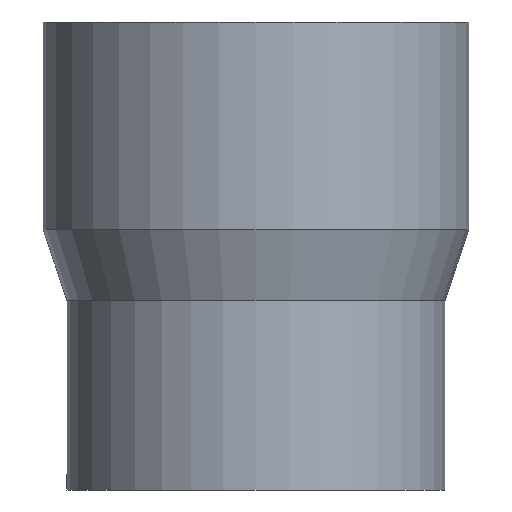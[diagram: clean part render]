
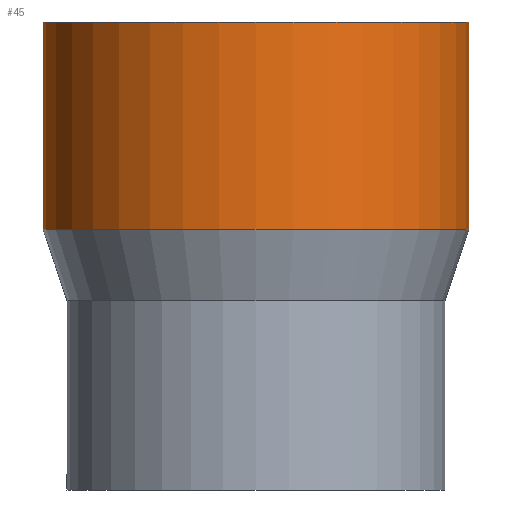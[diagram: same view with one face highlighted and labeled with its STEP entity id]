
A CAD part, front view. The second image highlights one B-rep face of the part: STEP entity #45.
In plain terms, the highlighted cylindrical face has radius 177.5 mm (diameter 355 mm), a partial arc.
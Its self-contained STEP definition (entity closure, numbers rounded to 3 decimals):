
#8 = VERTEX_POINT ( 'NONE', #519 ) ;
#12 = CARTESIAN_POINT ( 'NONE',  ( -177.5, 0., -16.533 ) ) ;
#19 = VERTEX_POINT ( 'NONE', #457 ) ;
#45 = ADVANCED_FACE ( 'NONE', ( #426 ), #429, .T. ) ;
#155 = VERTEX_POINT ( 'NONE', #172 ) ;
#158 = VECTOR ( 'NONE', #521, 1000. ) ;
#172 = CARTESIAN_POINT ( 'NONE',  ( -177.5, 0., 24.372 ) ) ;
#177 = EDGE_LOOP ( 'NONE', ( #657, #467, #586, #633 ) ) ;
#182 = CARTESIAN_POINT ( 'NONE',  ( 0., 0., 24.372 ) ) ;
#186 = LINE ( 'NONE', #263, #356 ) ;
#261 = AXIS2_PLACEMENT_3D ( 'NONE', #496, #272, #473 ) ;
#263 = CARTESIAN_POINT ( 'NONE',  ( 177.5, 0., -16.533 ) ) ;
#272 = DIRECTION ( 'NONE',  ( 0., 0., -1. ) ) ;
#273 = CARTESIAN_POINT ( 'NONE',  ( 0., 0., -16.533 ) ) ;
#277 = CIRCLE ( 'NONE', #290, 177.5 ) ;
#290 = AXIS2_PLACEMENT_3D ( 'NONE', #182, #533, #485 ) ;
#298 = CARTESIAN_POINT ( 'NONE',  ( -177.5, 0., 197.042 ) ) ;
#324 = EDGE_CURVE ( 'NONE', #19, #155, #277, .T. ) ;
#356 = VECTOR ( 'NONE', #465, 1000. ) ;
#377 = DIRECTION ( 'NONE',  ( -1., 0., 0. ) ) ;
#425 = CIRCLE ( 'NONE', #261, 177.5 ) ;
#426 = FACE_OUTER_BOUND ( 'NONE', #177, .T. ) ;
#429 = CYLINDRICAL_SURFACE ( 'NONE', #548, 177.5 ) ;
#444 = EDGE_CURVE ( 'NONE', #8, #19, #186, .T. ) ;
#457 = CARTESIAN_POINT ( 'NONE',  ( 177.5, 0., 24.372 ) ) ;
#465 = DIRECTION ( 'NONE',  ( 0., 0., -1. ) ) ;
#467 = ORIENTED_EDGE ( 'NONE', *, *, #590, .T. ) ;
#473 = DIRECTION ( 'NONE',  ( -1., 0., 0. ) ) ;
#474 = DIRECTION ( 'NONE',  ( 0., 0., -1. ) ) ;
#480 = VERTEX_POINT ( 'NONE', #298 ) ;
#485 = DIRECTION ( 'NONE',  ( -1., 0., 0. ) ) ;
#496 = CARTESIAN_POINT ( 'NONE',  ( 0., 0., 197.042 ) ) ;
#519 = CARTESIAN_POINT ( 'NONE',  ( 177.5, 0., 197.042 ) ) ;
#521 = DIRECTION ( 'NONE',  ( 0., 0., -1. ) ) ;
#526 = LINE ( 'NONE', #12, #158 ) ;
#533 = DIRECTION ( 'NONE',  ( 0., 0., -1. ) ) ;
#548 = AXIS2_PLACEMENT_3D ( 'NONE', #273, #474, #377 ) ;
#586 = ORIENTED_EDGE ( 'NONE', *, *, #613, .T. ) ;
#590 = EDGE_CURVE ( 'NONE', #8, #480, #425, .T. ) ;
#613 = EDGE_CURVE ( 'NONE', #480, #155, #526, .T. ) ;
#633 = ORIENTED_EDGE ( 'NONE', *, *, #324, .F. ) ;
#657 = ORIENTED_EDGE ( 'NONE', *, *, #444, .F. ) ;
